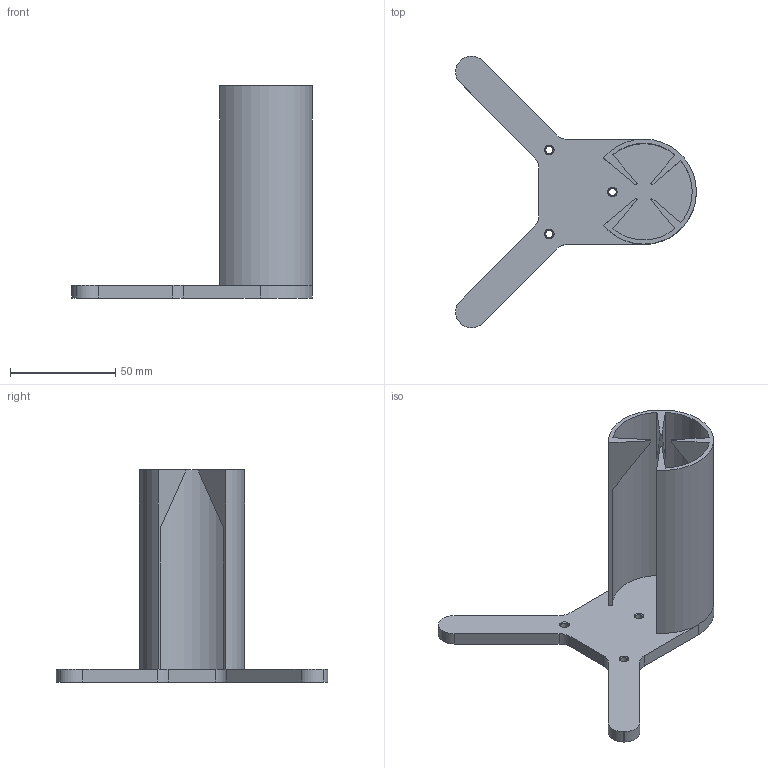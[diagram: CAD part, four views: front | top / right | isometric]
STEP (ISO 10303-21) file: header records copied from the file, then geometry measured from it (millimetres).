
FILE_DESCRIPTION(('Open CASCADE Model'),'2;1');
FILE_NAME('Open CASCADE Shape Model','2025-07-07T16:43:06',('Author'),( 'Open CASCADE'),'Open CASCADE STEP processor 7.7','Open CASCADE 7.7' ,'Unknown');
FILE_SCHEMA(('AUTOMOTIVE_DESIGN { 1 0 10303 214 1 1 1 1 }'));
Length unit declared in the file: millimetre
Products named in the file (1): Open CASCADE STEP translator 7.7 1795
Bounding box: 114.64 x 129.27 x 101 mm (x, y, z)
Volume: 55831.1 mm3; surface area: 37797.7 mm2
Topology: 1 solids, 1 shells, 52 faces, 141 edges, 91 vertices
Faces by surface type: plane 23, cylinder 19, cone 10
Full cylindrical faces by diameter (mm): 3.5 x3
Entity records: 3519 total; most frequent: CARTESIAN_POINT 603, DIRECTION 576, LINE 331, VECTOR 331, ORIENTED_EDGE 282, PCURVE 282, DEFINITIONAL_REPRESENTATION 282, EDGE_CURVE 141
